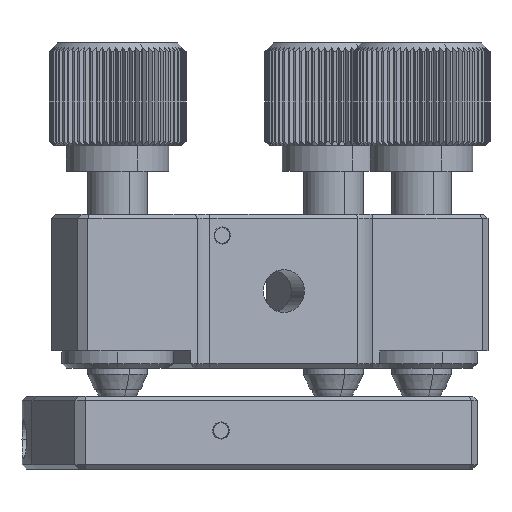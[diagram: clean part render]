
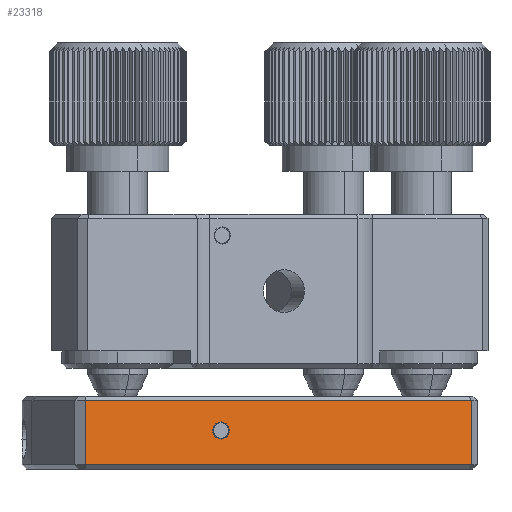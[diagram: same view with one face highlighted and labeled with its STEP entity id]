
A CAD part, left-side view. The second image highlights one B-rep face of the part: STEP entity #23318.
In plain terms, the highlighted planar face has unit normal (-0.96, -0.279, 0).
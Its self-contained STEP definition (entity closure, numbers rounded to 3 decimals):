
#386 = DIRECTION ( 'NONE',  ( -0.279, 0.96, 0. ) ) ;
#597 = ORIENTED_EDGE ( 'NONE', *, *, #31575, .F. ) ;
#612 = CARTESIAN_POINT ( 'NONE',  ( -21.147, -30.867, 4.295 ) ) ;
#1235 = CIRCLE ( 'NONE', #6976, 1. ) ;
#1301 = VECTOR ( 'NONE', #386, 1000. ) ;
#1977 = VERTEX_POINT ( 'NONE', #10168 ) ;
#2589 = CARTESIAN_POINT ( 'NONE',  ( -29.652, -1.577, 0.295 ) ) ;
#2704 = DIRECTION ( 'NONE',  ( 0., 0., -1. ) ) ;
#3162 = DIRECTION ( 'NONE',  ( 0., 0., -1. ) ) ;
#5272 = CARTESIAN_POINT ( 'NONE',  ( -21.147, -30.867, 4.295 ) ) ;
#5364 = CARTESIAN_POINT ( 'NONE',  ( -34.253, 14.268, 3.795 ) ) ;
#5548 = CIRCLE ( 'NONE', #23472, 1. ) ;
#5770 = VERTEX_POINT ( 'NONE', #23109 ) ;
#6976 = AXIS2_PLACEMENT_3D ( 'NONE', #22155, #29427, #19297 ) ;
#7026 = VECTOR ( 'NONE', #2704, 1000. ) ;
#7122 = EDGE_CURVE ( 'NONE', #9038, #31335, #1235, .T. ) ;
#8637 = ORIENTED_EDGE ( 'NONE', *, *, #13617, .F. ) ;
#8949 = VECTOR ( 'NONE', #19989, 1000. ) ;
#9038 = VERTEX_POINT ( 'NONE', #14253 ) ;
#9130 = CARTESIAN_POINT ( 'NONE',  ( -34.253, 14.268, -3.705 ) ) ;
#10168 = CARTESIAN_POINT ( 'NONE',  ( -34.253, 14.268, 3.795 ) ) ;
#10199 = CARTESIAN_POINT ( 'NONE',  ( -21.147, -30.867, -3.705 ) ) ;
#10284 = EDGE_CURVE ( 'NONE', #11060, #5770, #27091, .T. ) ;
#10291 = EDGE_CURVE ( 'NONE', #1977, #11060, #25162, .T. ) ;
#10551 = PLANE ( 'NONE',  #28996 ) ;
#11060 = VERTEX_POINT ( 'NONE', #9130 ) ;
#13385 = ORIENTED_EDGE ( 'NONE', *, *, #10291, .T. ) ;
#13617 = EDGE_CURVE ( 'NONE', #31335, #9038, #5548, .T. ) ;
#14253 = CARTESIAN_POINT ( 'NONE',  ( -29.652, -1.577, 1.295 ) ) ;
#14990 = VERTEX_POINT ( 'NONE', #21519 ) ;
#15440 = EDGE_LOOP ( 'NONE', ( #19242, #8637 ) ) ;
#18224 = DIRECTION ( 'NONE',  ( 0.96, 0.279, 0. ) ) ;
#19242 = ORIENTED_EDGE ( 'NONE', *, *, #7122, .F. ) ;
#19297 = DIRECTION ( 'NONE',  ( 0., 0., 1. ) ) ;
#19755 = DIRECTION ( 'NONE',  ( 0.279, -0.96, 0. ) ) ;
#19989 = DIRECTION ( 'NONE',  ( 0., 0., -1. ) ) ;
#20392 = VECTOR ( 'NONE', #19755, 1000. ) ;
#21519 = CARTESIAN_POINT ( 'NONE',  ( -21.147, -30.867, 3.795 ) ) ;
#22155 = CARTESIAN_POINT ( 'NONE',  ( -29.652, -1.577, 0.295 ) ) ;
#22369 = ORIENTED_EDGE ( 'NONE', *, *, #10284, .T. ) ;
#22726 = DIRECTION ( 'NONE',  ( -0.96, -0.279, 0. ) ) ;
#23109 = CARTESIAN_POINT ( 'NONE',  ( -21.147, -30.867, -3.705 ) ) ;
#23318 = ADVANCED_FACE ( 'NONE', ( #29046, #28672 ), #10551, .F. ) ;
#23472 = AXIS2_PLACEMENT_3D ( 'NONE', #2589, #22726, #30117 ) ;
#25162 = LINE ( 'NONE', #30112, #7026 ) ;
#26526 = LINE ( 'NONE', #5364, #1301 ) ;
#27091 = LINE ( 'NONE', #10199, #20392 ) ;
#27372 = EDGE_CURVE ( 'NONE', #14990, #1977, #26526, .T. ) ;
#28249 = LINE ( 'NONE', #5272, #8949 ) ;
#28672 = FACE_OUTER_BOUND ( 'NONE', #30128, .T. ) ;
#28725 = ORIENTED_EDGE ( 'NONE', *, *, #27372, .T. ) ;
#28996 = AXIS2_PLACEMENT_3D ( 'NONE', #612, #18224, #3162 ) ;
#29023 = CARTESIAN_POINT ( 'NONE',  ( -29.652, -1.577, -0.705 ) ) ;
#29046 = FACE_BOUND ( 'NONE', #15440, .T. ) ;
#29427 = DIRECTION ( 'NONE',  ( -0.96, -0.279, 0. ) ) ;
#30112 = CARTESIAN_POINT ( 'NONE',  ( -34.253, 14.268, 4.295 ) ) ;
#30117 = DIRECTION ( 'NONE',  ( 0., 0., 1. ) ) ;
#30128 = EDGE_LOOP ( 'NONE', ( #13385, #22369, #597, #28725 ) ) ;
#31335 = VERTEX_POINT ( 'NONE', #29023 ) ;
#31575 = EDGE_CURVE ( 'NONE', #14990, #5770, #28249, .T. ) ;
